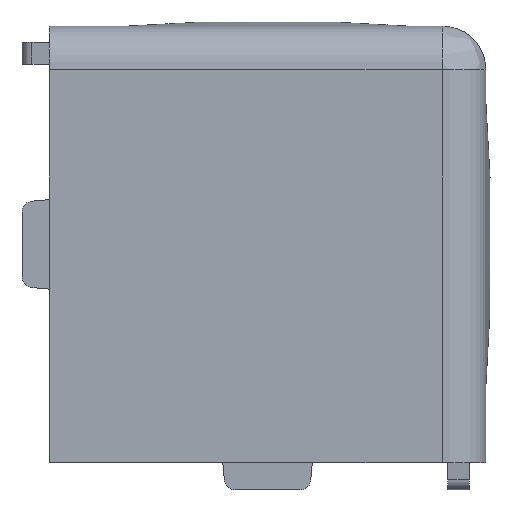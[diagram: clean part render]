
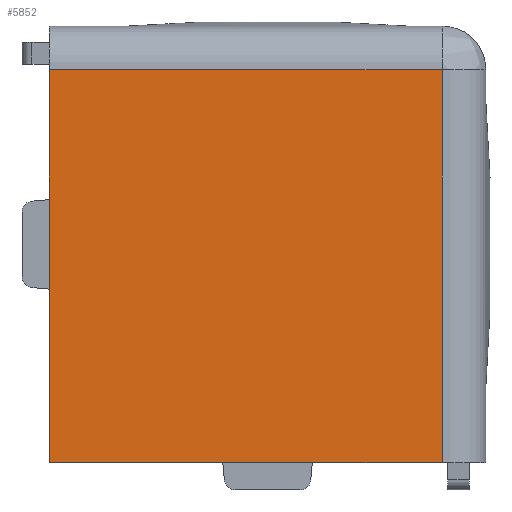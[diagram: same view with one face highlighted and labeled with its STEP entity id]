
A CAD part, front view. The second image highlights one B-rep face of the part: STEP entity #5852.
In plain terms, the highlighted planar face has unit normal (0, -1, 0).
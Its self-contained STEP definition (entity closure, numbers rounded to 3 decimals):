
#496 = EDGE_LOOP ( 'NONE', ( #7985, #6476, #3113, #7861 ) ) ;
#714 = DIRECTION ( 'NONE',  ( -1., 0., 0. ) ) ;
#1195 = CARTESIAN_POINT ( 'NONE',  ( -20., -20., 20. ) ) ;
#1602 = VECTOR ( 'NONE', #7982, 1000. ) ;
#1862 = DIRECTION ( 'NONE',  ( 0., 0., 1. ) ) ;
#1985 = EDGE_CURVE ( 'NONE', #4693, #8004, #5992, .T. ) ;
#1989 = VERTEX_POINT ( 'NONE', #4928 ) ;
#2032 = CARTESIAN_POINT ( 'NONE',  ( 16., -20., 20. ) ) ;
#2099 = LINE ( 'NONE', #2032, #5767 ) ;
#2741 = DIRECTION ( 'NONE',  ( 0., 0., -1. ) ) ;
#2848 = DIRECTION ( 'NONE',  ( 0., 0., -1. ) ) ;
#3088 = VERTEX_POINT ( 'NONE', #8104 ) ;
#3113 = ORIENTED_EDGE ( 'NONE', *, *, #1985, .T. ) ;
#3547 = CARTESIAN_POINT ( 'NONE',  ( -20., -20., 20. ) ) ;
#3624 = VECTOR ( 'NONE', #714, 1000. ) ;
#3707 = EDGE_CURVE ( 'NONE', #4693, #3088, #6849, .T. ) ;
#3915 = CARTESIAN_POINT ( 'NONE',  ( -20., -20., -20. ) ) ;
#4533 = PLANE ( 'NONE',  #7804 ) ;
#4693 = VERTEX_POINT ( 'NONE', #6590 ) ;
#4928 = CARTESIAN_POINT ( 'NONE',  ( 16., -20., -20. ) ) ;
#4998 = EDGE_CURVE ( 'NONE', #3088, #1989, #2099, .T. ) ;
#5456 = FACE_OUTER_BOUND ( 'NONE', #496, .T. ) ;
#5567 = CARTESIAN_POINT ( 'NONE',  ( -20., -20., -20. ) ) ;
#5767 = VECTOR ( 'NONE', #2741, 1000. ) ;
#5852 = ADVANCED_FACE ( 'NONE', ( #5456 ), #4533, .F. ) ;
#5987 = DIRECTION ( 'NONE',  ( 0., 1., 0. ) ) ;
#5992 = LINE ( 'NONE', #3547, #7775 ) ;
#6127 = EDGE_CURVE ( 'NONE', #1989, #8004, #8867, .T. ) ;
#6476 = ORIENTED_EDGE ( 'NONE', *, *, #3707, .F. ) ;
#6590 = CARTESIAN_POINT ( 'NONE',  ( -20., -20., 16. ) ) ;
#6849 = LINE ( 'NONE', #7331, #1602 ) ;
#7331 = CARTESIAN_POINT ( 'NONE',  ( -20., -20., 16. ) ) ;
#7775 = VECTOR ( 'NONE', #2848, 1000. ) ;
#7804 = AXIS2_PLACEMENT_3D ( 'NONE', #1195, #5987, #1862 ) ;
#7861 = ORIENTED_EDGE ( 'NONE', *, *, #6127, .F. ) ;
#7982 = DIRECTION ( 'NONE',  ( 1., 0., 0. ) ) ;
#7985 = ORIENTED_EDGE ( 'NONE', *, *, #4998, .F. ) ;
#8004 = VERTEX_POINT ( 'NONE', #3915 ) ;
#8104 = CARTESIAN_POINT ( 'NONE',  ( 16., -20., 16. ) ) ;
#8867 = LINE ( 'NONE', #5567, #3624 ) ;
